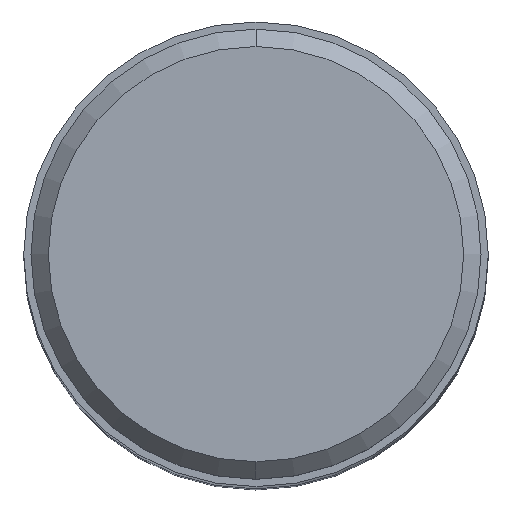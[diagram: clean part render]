
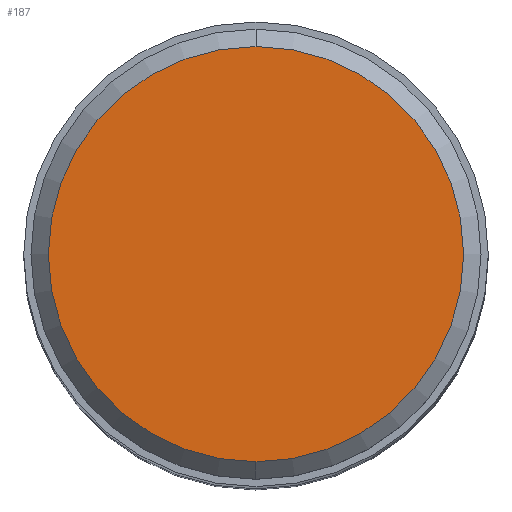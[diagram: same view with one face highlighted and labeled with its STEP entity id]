
A CAD part, top view. The second image highlights one B-rep face of the part: STEP entity #187.
In plain terms, the highlighted planar face has unit normal (0, 0, 1).
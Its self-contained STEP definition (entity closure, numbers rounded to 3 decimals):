
#91=PLANE('',#2281);
#187=ADVANCED_FACE('',(#354),#91,.T.);
#354=FACE_OUTER_BOUND('',#476,.T.);
#476=EDGE_LOOP('',(#794,#795));
#794=ORIENTED_EDGE('',*,*,#1375,.T.);
#795=ORIENTED_EDGE('',*,*,#1377,.T.);
#1154=VERTEX_POINT('',#3678);
#1155=VERTEX_POINT('',#3680);
#1375=EDGE_CURVE('',#1155,#1154,#1663,.T.);
#1377=EDGE_CURVE('',#1154,#1155,#1664,.T.);
#1663=CIRCLE('',#2277,14.3);
#1664=CIRCLE('',#2279,14.3);
#2277=AXIS2_PLACEMENT_3D('',#3679,#2857,#2858);
#2279=AXIS2_PLACEMENT_3D('',#3683,#2862,#2863);
#2281=AXIS2_PLACEMENT_3D('',#3685,#2866,#2867);
#2857=DIRECTION('',(0.,0.,1.));
#2858=DIRECTION('',(0.,1.,0.));
#2862=DIRECTION('',(0.,0.,1.));
#2863=DIRECTION('',(0.,-1.,0.));
#2866=DIRECTION('',(0.,0.,1.));
#2867=DIRECTION('',(-1.,0.,0.));
#3678=CARTESIAN_POINT('',(0.,-14.3,0.));
#3679=CARTESIAN_POINT('',(0.,0.,0.));
#3680=CARTESIAN_POINT('',(0.,14.3,0.));
#3683=CARTESIAN_POINT('',(0.,0.,0.));
#3685=CARTESIAN_POINT('',(0.,0.,0.));
